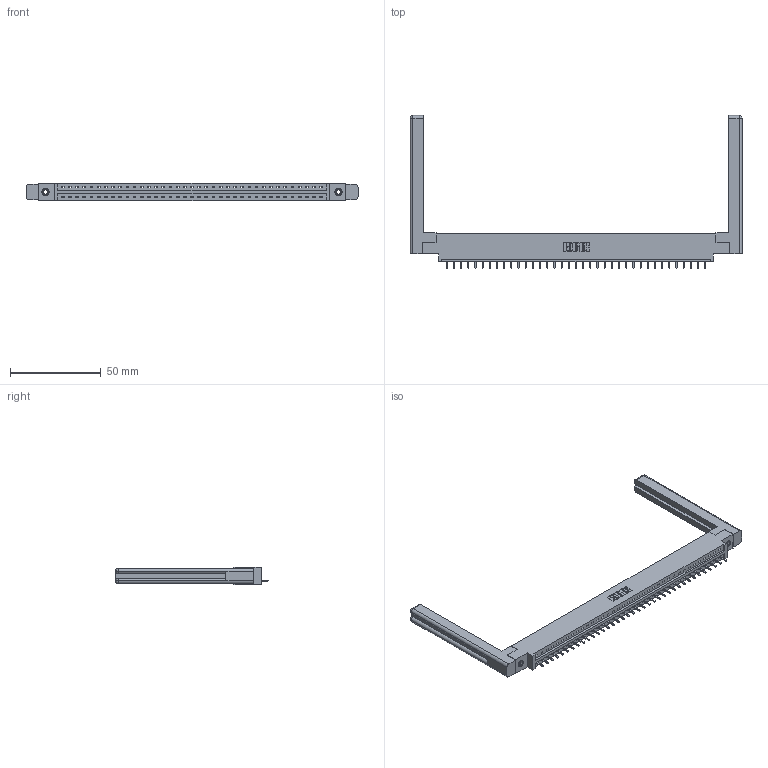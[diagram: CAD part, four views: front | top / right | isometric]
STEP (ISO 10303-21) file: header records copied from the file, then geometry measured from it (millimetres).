
FILE_DESCRIPTION (( 'STEP AP203' ), '1' );
FILE_NAME ('337-037-521-658.STEP', '2019-10-01T15:12:55', ( '' ), ( '' ), 'SwSTEP 2.0', 'SolidWorks 2016', '' );
FILE_SCHEMA (( 'CONFIG_CONTROL_DESIGN' ));
Length unit declared in the file: inch
Products named in the file (5): 345-292-001_345-293-121; 337-037-521-658; 307-220-058; 337 Part_0.170 Offset - 0.156 Dia-TI; 345-250-001_345-250-001-102
Assembly tree (42 placements, depth 2):
  337-037-521-658
    337 Part_0.170 Offset - 0.156 Dia-TI
    345-292-001_345-293-121  x37
    345-250-001_345-250-001-102  x2
    307-220-058  x2
Bounding box: 183.24 x 84.46 x 9.4 mm (x, y, z)
Volume: 25921.1 mm3; surface area: 24220 mm2
Topology: 42 solids, 42 shells, 2554 faces, 7633 edges, 5026 vertices
Faces by surface type: plane 1860, cylinder 670, cone 12, torus 12
Entity records: 30934 total; most frequent: CARTESIAN_POINT 5388, ORIENTED_EDGE 5300, DIRECTION 4564, EDGE_CURVE 2650, LINE 2474, VECTOR 2474, VERTEX_POINT 1758, AXIS2_PLACEMENT_3D 1045
